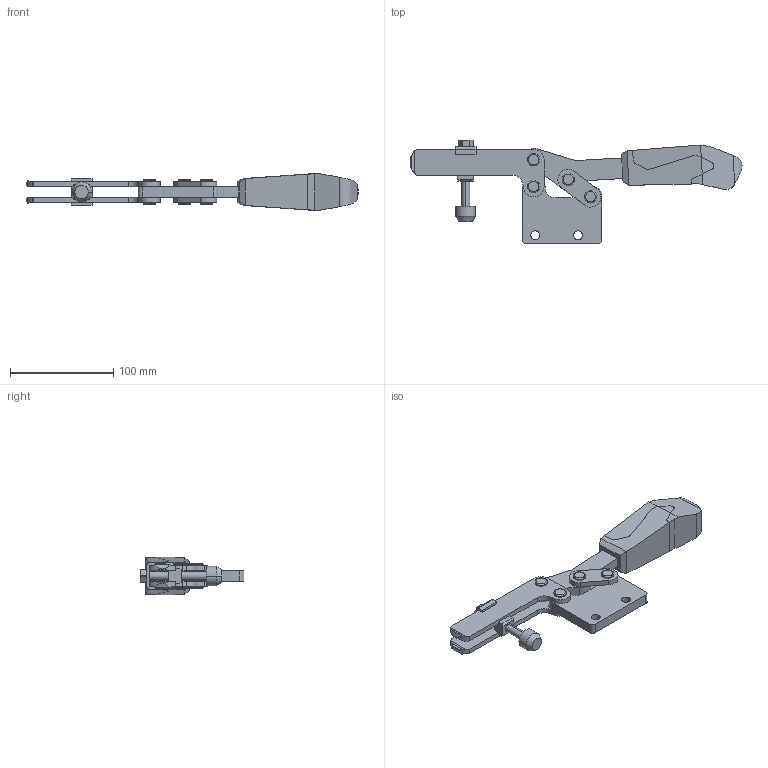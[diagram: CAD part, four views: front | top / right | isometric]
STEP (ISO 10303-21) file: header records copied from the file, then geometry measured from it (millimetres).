
FILE_DESCRIPTION (( 'STEP AP214' ), '1' );
FILE_NAME ('EH 23330.1016.STEP', '2019-10-25T05:42:23', ( '' ), ( '' ), 'SwSTEP 2.0', 'SolidWorks 2019', '' );
FILE_SCHEMA (( 'AUTOMOTIVE_DESIGN' ));
Length unit declared in the file: millimetre
Products named in the file (8): EH 23330.1016; _93054-6_0.stp; _146258.stp; _30MS-M8-5.stp; _93054-2.stp; _557256.stp; _93054-3_0.stp; _93252-1.stp
Assembly tree (7 placements, depth 2):
  EH 23330.1016
    _93252-1.stp
    _93054-2.stp
    _93054-3_0.stp
    _557256.stp
    _30MS-M8-5.stp
    _146258.stp
    _93054-6_0.stp
Bounding box: 321.89 x 100.4 x 36.1 mm (x, y, z)
Volume: 239447.3 mm3; surface area: 64913.5 mm2
Topology: 7 solids, 8 shells, 273 faces, 694 edges, 454 vertices
Faces by surface type: plane 124, cylinder 117, torus 16, cone 16
Entity records: 9167 total; most frequent: CARTESIAN_POINT 1868, DIRECTION 1420, ORIENTED_EDGE 1388, EDGE_CURVE 694, AXIS2_PLACEMENT_3D 521, VERTEX_POINT 454, VECTOR 378, LINE 378
